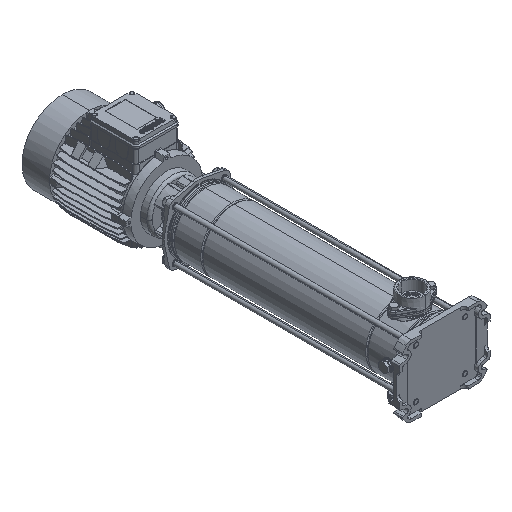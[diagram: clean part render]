
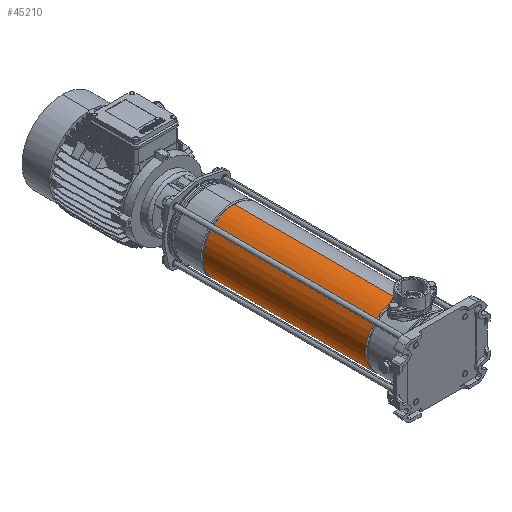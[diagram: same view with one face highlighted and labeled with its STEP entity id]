
A CAD part, isometric view. The second image highlights one B-rep face of the part: STEP entity #45210.
In plain terms, the highlighted cylindrical face has radius 85.9 mm (diameter 171.8 mm), a partial arc.
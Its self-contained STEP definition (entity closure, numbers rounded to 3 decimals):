
#1590 = DIRECTION ( 'NONE',  ( -1., 0., 0. ) ) ;
#3129 = ORIENTED_EDGE ( 'NONE', *, *, #7531, .T. ) ;
#4441 = DIRECTION ( 'NONE',  ( -1., 0., 0. ) ) ;
#5472 = CARTESIAN_POINT ( 'NONE',  ( -85.9, 0., 93.897 ) ) ;
#7531 = EDGE_CURVE ( 'NONE', #37962, #30280, #10390, .T. ) ;
#10043 = CARTESIAN_POINT ( 'NONE',  ( 85.9, 0., 0. ) ) ;
#10390 = LINE ( 'NONE', #10043, #42557 ) ;
#10737 = ORIENTED_EDGE ( 'NONE', *, *, #41341, .F. ) ;
#13502 = DIRECTION ( 'NONE',  ( 0., 0., -1. ) ) ;
#17538 = CIRCLE ( 'NONE', #48204, 85.9 ) ;
#18859 = AXIS2_PLACEMENT_3D ( 'NONE', #44284, #49106, #4441 ) ;
#26528 = VECTOR ( 'NONE', #13502, 1000. ) ;
#26560 = CYLINDRICAL_SURFACE ( 'NONE', #18859, 85.9 ) ;
#30280 = VERTEX_POINT ( 'NONE', #40693 ) ;
#30569 = AXIS2_PLACEMENT_3D ( 'NONE', #58080, #57702, #1590 ) ;
#32829 = FACE_OUTER_BOUND ( 'NONE', #42771, .T. ) ;
#32965 = CARTESIAN_POINT ( 'NONE',  ( 85.9, 0., 543.603 ) ) ;
#33639 = DIRECTION ( 'NONE',  ( 0., 0., -1. ) ) ;
#37001 = DIRECTION ( 'NONE',  ( -1., 0., 0. ) ) ;
#37574 = ORIENTED_EDGE ( 'NONE', *, *, #55953, .F. ) ;
#37962 = VERTEX_POINT ( 'NONE', #32965 ) ;
#40693 = CARTESIAN_POINT ( 'NONE',  ( 85.9, 0., 93.897 ) ) ;
#41341 = EDGE_CURVE ( 'NONE', #71266, #61281, #41568, .T. ) ;
#41568 = LINE ( 'NONE', #64091, #26528 ) ;
#42557 = VECTOR ( 'NONE', #33639, 1000. ) ;
#42771 = EDGE_LOOP ( 'NONE', ( #70893, #3129, #37574, #10737 ) ) ;
#44284 = CARTESIAN_POINT ( 'NONE',  ( 0., 0., 0. ) ) ;
#45210 = ADVANCED_FACE ( 'NONE', ( #32829 ), #26560, .T. ) ;
#48204 = AXIS2_PLACEMENT_3D ( 'NONE', #66520, #65069, #37001 ) ;
#49106 = DIRECTION ( 'NONE',  ( 0., 0., -1. ) ) ;
#50525 = CIRCLE ( 'NONE', #30569, 85.9 ) ;
#55953 = EDGE_CURVE ( 'NONE', #61281, #30280, #17538, .T. ) ;
#57702 = DIRECTION ( 'NONE',  ( 0., 0., -1. ) ) ;
#58080 = CARTESIAN_POINT ( 'NONE',  ( 0., 0., 543.603 ) ) ;
#61281 = VERTEX_POINT ( 'NONE', #5472 ) ;
#64091 = CARTESIAN_POINT ( 'NONE',  ( -85.9, 0., 0. ) ) ;
#64843 = EDGE_CURVE ( 'NONE', #71266, #37962, #50525, .T. ) ;
#65069 = DIRECTION ( 'NONE',  ( 0., 0., -1. ) ) ;
#65628 = CARTESIAN_POINT ( 'NONE',  ( -85.9, 0., 543.603 ) ) ;
#66520 = CARTESIAN_POINT ( 'NONE',  ( 0., 0., 93.897 ) ) ;
#70893 = ORIENTED_EDGE ( 'NONE', *, *, #64843, .T. ) ;
#71266 = VERTEX_POINT ( 'NONE', #65628 ) ;
